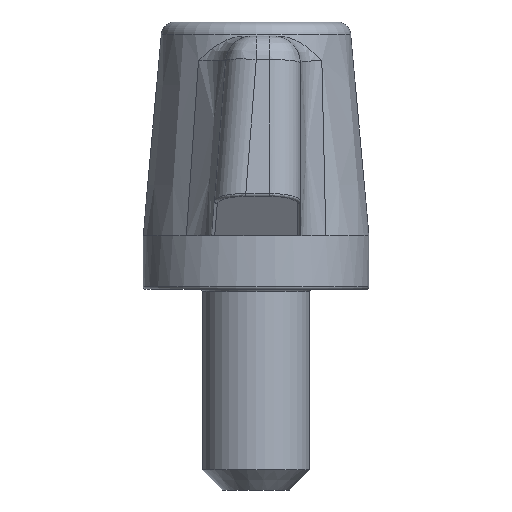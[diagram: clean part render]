
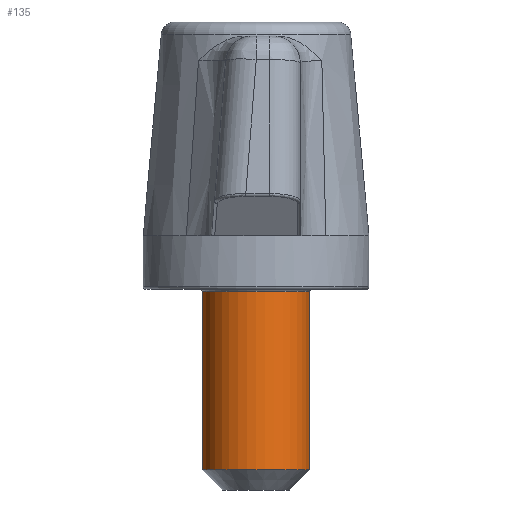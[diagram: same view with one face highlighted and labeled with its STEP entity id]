
A CAD part, front view. The second image highlights one B-rep face of the part: STEP entity #135.
In plain terms, the highlighted cylindrical face has radius 4 mm (diameter 8 mm), a full revolution.
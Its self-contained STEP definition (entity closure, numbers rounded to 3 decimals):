
#135 = ADVANCED_FACE( '', ( #302, #303 ), #304, .T. );
#302 = FACE_OUTER_BOUND( '', #854, .T. );
#303 = FACE_OUTER_BOUND( '', #855, .T. );
#304 = CYLINDRICAL_SURFACE( '', #856, 4. );
#854 = EDGE_LOOP( '', ( #1813 ) );
#855 = EDGE_LOOP( '', ( #1814 ) );
#856 = AXIS2_PLACEMENT_3D( '', #1815, #1816, #1817 );
#1813 = ORIENTED_EDGE( '', *, *, #2154, .T. );
#1814 = ORIENTED_EDGE( '', *, *, #2156, .T. );
#1815 = CARTESIAN_POINT( '', ( 0., 0., -57. ) );
#1816 = DIRECTION( '', ( 0., 0., -1. ) );
#1817 = DIRECTION( '', ( 1., 0., 0. ) );
#2154 = EDGE_CURVE( '', #2397, #2397, #2398, .F. );
#2156 = EDGE_CURVE( '', #2400, #2400, #2401, .T. );
#2397 = VERTEX_POINT( '', #2919 );
#2398 = CIRCLE( '', #2920, 4. );
#2400 = VERTEX_POINT( '', #2922 );
#2401 = CIRCLE( '', #2923, 4. );
#2919 = CARTESIAN_POINT( '', ( 4., 0., -0.183 ) );
#2920 = AXIS2_PLACEMENT_3D( '', #3369, #3370, #3371 );
#2922 = CARTESIAN_POINT( '', ( 4., 0., -13.5 ) );
#2923 = AXIS2_PLACEMENT_3D( '', #3372, #3373, #3374 );
#3369 = CARTESIAN_POINT( '', ( 0., 0., -0.183 ) );
#3370 = DIRECTION( '', ( 0., 0., 1. ) );
#3371 = DIRECTION( '', ( 1., 0., 0. ) );
#3372 = CARTESIAN_POINT( '', ( 0., 0., -13.5 ) );
#3373 = DIRECTION( '', ( 0., 0., 1. ) );
#3374 = DIRECTION( '', ( 1., 0., 0. ) );
